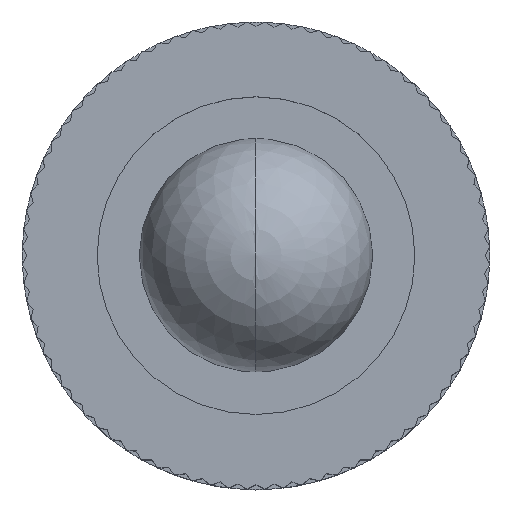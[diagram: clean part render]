
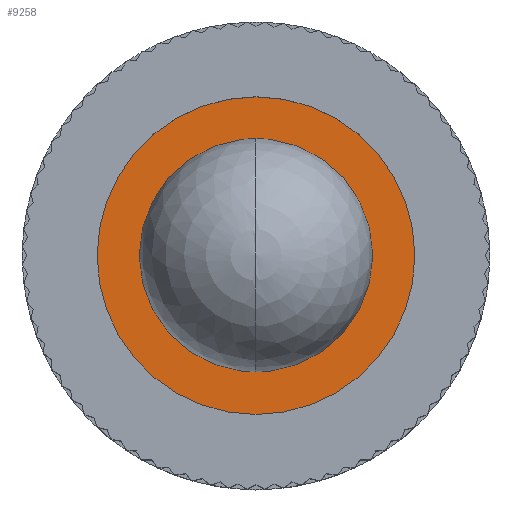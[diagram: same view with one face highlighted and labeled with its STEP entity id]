
A CAD part, top view. The second image highlights one B-rep face of the part: STEP entity #9258.
In plain terms, the highlighted planar face has unit normal (0, 0, 1).
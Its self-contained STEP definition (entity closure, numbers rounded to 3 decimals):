
#3848=VERTEX_POINT('',#10217);
#4932=VERTEX_POINT('',#11415);
#6224=EDGE_CURVE('',#3848,#6502,#12833,.T.);
#6502=VERTEX_POINT('',#13129);
#6560=EDGE_CURVE('',#4932,#8682,#13190,.T.);
#6562=EDGE_CURVE('',#6502,#3848,#13192,.T.);
#7784=EDGE_CURVE('',#8682,#4932,#14514,.T.);
#8682=VERTEX_POINT('',#15479);
#9258=ADVANCED_FACE('',(#16116,#16117),#16118,.F.);
#10217=CARTESIAN_POINT('',(0.,-4.2,-0.8));
#11415=CARTESIAN_POINT('',(0.,-1.7,-0.8));
#12833=CIRCLE('',#20941,4.2);
#13129=CARTESIAN_POINT('',(0.,4.2,-0.8));
#13190=CIRCLE('',#21460,1.7);
#13192=CIRCLE('',#21463,4.2);
#14514=CIRCLE('',#23310,1.7);
#15479=CARTESIAN_POINT('',(0.,1.7,-0.8));
#16116=FACE_BOUND('',#25528,.T.);
#16117=FACE_OUTER_BOUND('',#25529,.T.);
#16118=PLANE('',#25530);
#20941=AXIS2_PLACEMENT_3D('',#29900,#29901,#29902);
#21460=AXIS2_PLACEMENT_3D('',#30234,#30235,#30236);
#21463=AXIS2_PLACEMENT_3D('',#30237,#30238,#30239);
#23310=AXIS2_PLACEMENT_3D('',#31690,#31691,#31692);
#25528=EDGE_LOOP('',(#33627,#33628));
#25529=EDGE_LOOP('',(#33629,#33630));
#25530=AXIS2_PLACEMENT_3D('',#33631,#33632,#33633);
#29900=CARTESIAN_POINT('',(0.,0.,-0.8));
#29901=DIRECTION('',(0.,0.,-1.0));
#29902=DIRECTION('',(0.,1.0,0.));
#30234=CARTESIAN_POINT('',(0.,0.,-0.8));
#30235=DIRECTION('',(0.,0.,1.0));
#30236=DIRECTION('',(0.0,-1.0,0.));
#30237=CARTESIAN_POINT('',(0.,0.,-0.8));
#30238=DIRECTION('',(0.,0.,-1.0));
#30239=DIRECTION('',(0.,1.0,0.));
#31690=CARTESIAN_POINT('',(0.,0.,-0.8));
#31691=DIRECTION('',(0.,0.,1.0));
#31692=DIRECTION('',(0.0,-1.0,0.));
#33627=ORIENTED_EDGE('',*,*,#7784,.F.);
#33628=ORIENTED_EDGE('',*,*,#6560,.F.);
#33629=ORIENTED_EDGE('',*,*,#6562,.F.);
#33630=ORIENTED_EDGE('',*,*,#6224,.F.);
#33631=CARTESIAN_POINT('',(0.,0.,-0.8));
#33632=DIRECTION('',(0.,0.,-1.0));
#33633=DIRECTION('',(0.0,-1.0,0.));
